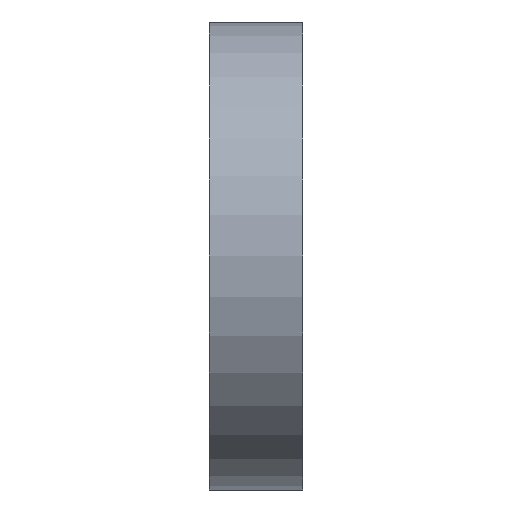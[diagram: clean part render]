
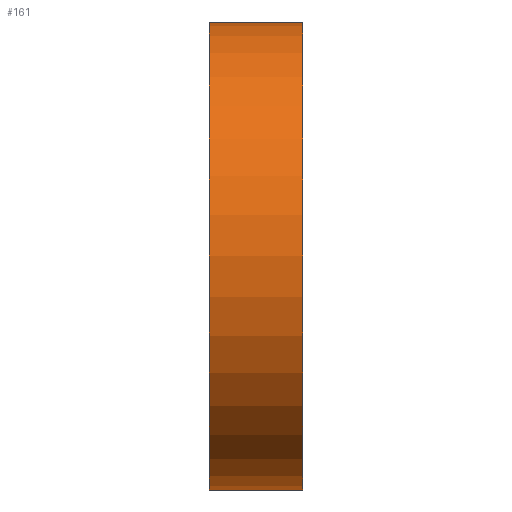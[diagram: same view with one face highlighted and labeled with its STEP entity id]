
A CAD part, left-side view. The second image highlights one B-rep face of the part: STEP entity #161.
In plain terms, the highlighted cylindrical face has radius 12.5 mm (diameter 25 mm), a partial arc.
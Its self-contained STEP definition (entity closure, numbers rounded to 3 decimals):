
#28=LINE('',#265,#36);
#29=LINE('',#271,#37);
#36=VECTOR('',#216,1000.);
#37=VECTOR('',#223,1000.);
#48=ORIENTED_EDGE('',*,*,#83,.F.);
#49=ORIENTED_EDGE('',*,*,#82,.F.);
#50=ORIENTED_EDGE('',*,*,#84,.T.);
#51=ORIENTED_EDGE('',*,*,#85,.T.);
#82=EDGE_CURVE('',#99,#98,#28,.T.);
#83=EDGE_CURVE('',#98,#100,#110,.T.);
#84=EDGE_CURVE('',#99,#101,#111,.T.);
#85=EDGE_CURVE('',#101,#100,#29,.T.);
#98=VERTEX_POINT('',#262);
#99=VERTEX_POINT('',#264);
#100=VERTEX_POINT('',#268);
#101=VERTEX_POINT('',#270);
#110=CIRCLE('',#188,12.5);
#111=CIRCLE('',#189,12.5);
#120=EDGE_LOOP('',(#48,#49,#50,#51));
#138=FACE_BOUND('',#120,.T.);
#155=CYLINDRICAL_SURFACE('',#187,12.5);
#161=ADVANCED_FACE('',(#138),#155,.T.);
#187=AXIS2_PLACEMENT_3D('',#266,#217,#218);
#188=AXIS2_PLACEMENT_3D('',#267,#219,#220);
#189=AXIS2_PLACEMENT_3D('',#269,#221,#222);
#216=DIRECTION('',(0.,-1.,0.));
#217=DIRECTION('',(0.,-1.,0.));
#218=DIRECTION('',(0.,0.,-1.));
#219=DIRECTION('',(0.,-1.,0.));
#220=DIRECTION('',(1.,0.,0.));
#221=DIRECTION('',(0.,-1.,0.));
#222=DIRECTION('',(1.,0.,0.));
#223=DIRECTION('',(0.,-1.,0.));
#262=CARTESIAN_POINT('',(-75.,0.,12.5));
#264=CARTESIAN_POINT('',(-75.,5.,12.5));
#265=CARTESIAN_POINT('',(-75.,5.,12.5));
#266=CARTESIAN_POINT('',(-75.,5.,0.));
#267=CARTESIAN_POINT('',(-75.,0.,0.));
#268=CARTESIAN_POINT('',(-75.,0.,-12.5));
#269=CARTESIAN_POINT('',(-75.,5.,0.));
#270=CARTESIAN_POINT('',(-75.,5.,-12.5));
#271=CARTESIAN_POINT('',(-75.,5.,-12.5));
